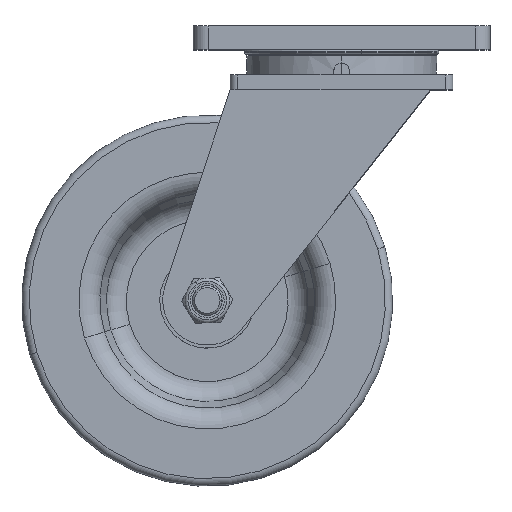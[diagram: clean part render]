
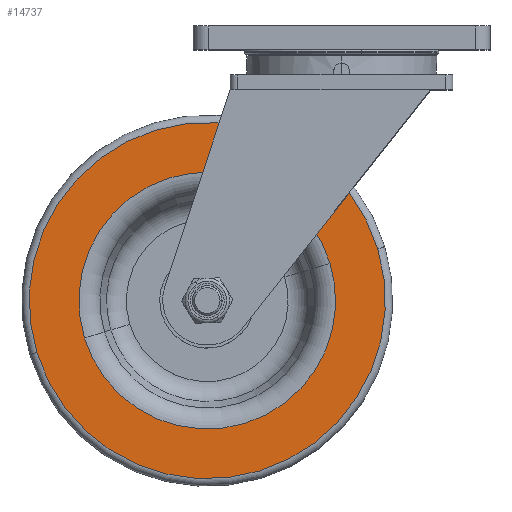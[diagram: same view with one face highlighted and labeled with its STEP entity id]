
A CAD part, top view. The second image highlights one B-rep face of the part: STEP entity #14737.
In plain terms, the highlighted planar face has unit normal (0, 0, 1).
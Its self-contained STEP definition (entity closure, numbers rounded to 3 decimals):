
#634 = EDGE_LOOP ( 'NONE', ( #27969, #14045 ) ) ;
#2056 = FACE_OUTER_BOUND ( 'NONE', #634, .T. ) ;
#3001 = CARTESIAN_POINT ( 'NONE',  ( -109.845, -22.93, 71.878 ) ) ;
#4456 = DIRECTION ( 'NONE',  ( -0.957, -0.291, 0. ) ) ;
#4467 = CARTESIAN_POINT ( 'NONE',  ( -192.603, -48.107, 71.878 ) ) ;
#4565 = AXIS2_PLACEMENT_3D ( 'NONE', #13389, #24956, #13290 ) ;
#5671 = EDGE_CURVE ( 'NONE', #13077, #15950, #8265, .T. ) ;
#6812 = DIRECTION ( 'NONE',  ( 0., 0., -1. ) ) ;
#7999 = EDGE_CURVE ( 'NONE', #20658, #24483, #10391, .T. ) ;
#8265 = CIRCLE ( 'NONE', #21842, 120. ) ;
#9403 = CARTESIAN_POINT ( 'NONE',  ( -109.845, -22.93, 71.878 ) ) ;
#9623 = EDGE_CURVE ( 'NONE', #24483, #20658, #19879, .T. ) ;
#10172 = AXIS2_PLACEMENT_3D ( 'NONE', #16152, #6812, #4456 ) ;
#10391 = CIRCLE ( 'NONE', #16923, 86.503 ) ;
#10534 = CARTESIAN_POINT ( 'NONE',  ( 4.959, 11.998, 71.878 ) ) ;
#12307 = AXIS2_PLACEMENT_3D ( 'NONE', #26157, #23630, #25964 ) ;
#13077 = VERTEX_POINT ( 'NONE', #10534 ) ;
#13290 = DIRECTION ( 'NONE',  ( 0.957, 0.291, 0. ) ) ;
#13389 = CARTESIAN_POINT ( 'NONE',  ( -109.845, -22.93, 71.878 ) ) ;
#14045 = ORIENTED_EDGE ( 'NONE', *, *, #26290, .T. ) ;
#14737 = ADVANCED_FACE ( 'NONE', ( #18563, #2056 ), #27807, .F. ) ;
#14810 = CARTESIAN_POINT ( 'NONE',  ( -224.65, -57.857, 71.878 ) ) ;
#15785 = CIRCLE ( 'NONE', #12307, 120. ) ;
#15950 = VERTEX_POINT ( 'NONE', #14810 ) ;
#16152 = CARTESIAN_POINT ( 'NONE',  ( -109.845, -22.93, 71.878 ) ) ;
#16923 = AXIS2_PLACEMENT_3D ( 'NONE', #3001, #21869, #24029 ) ;
#17660 = EDGE_LOOP ( 'NONE', ( #22099, #18743 ) ) ;
#18563 = FACE_BOUND ( 'NONE', #17660, .T. ) ;
#18743 = ORIENTED_EDGE ( 'NONE', *, *, #9623, .F. ) ;
#19879 = CIRCLE ( 'NONE', #4565, 86.503 ) ;
#20658 = VERTEX_POINT ( 'NONE', #25249 ) ;
#21842 = AXIS2_PLACEMENT_3D ( 'NONE', #9403, #25682, #28233 ) ;
#21869 = DIRECTION ( 'NONE',  ( 0., 0., 1. ) ) ;
#22099 = ORIENTED_EDGE ( 'NONE', *, *, #7999, .F. ) ;
#23630 = DIRECTION ( 'NONE',  ( 0., 0., 1. ) ) ;
#24029 = DIRECTION ( 'NONE',  ( 0.957, 0.291, 0. ) ) ;
#24483 = VERTEX_POINT ( 'NONE', #4467 ) ;
#24956 = DIRECTION ( 'NONE',  ( 0., 0., 1. ) ) ;
#25249 = CARTESIAN_POINT ( 'NONE',  ( -27.087, 2.248, 71.878 ) ) ;
#25682 = DIRECTION ( 'NONE',  ( 0., 0., 1. ) ) ;
#25964 = DIRECTION ( 'NONE',  ( 0.957, 0.291, 0. ) ) ;
#26157 = CARTESIAN_POINT ( 'NONE',  ( -109.845, -22.93, 71.878 ) ) ;
#26290 = EDGE_CURVE ( 'NONE', #15950, #13077, #15785, .T. ) ;
#27807 = PLANE ( 'NONE',  #10172 ) ;
#27969 = ORIENTED_EDGE ( 'NONE', *, *, #5671, .T. ) ;
#28233 = DIRECTION ( 'NONE',  ( 0.957, 0.291, 0. ) ) ;
